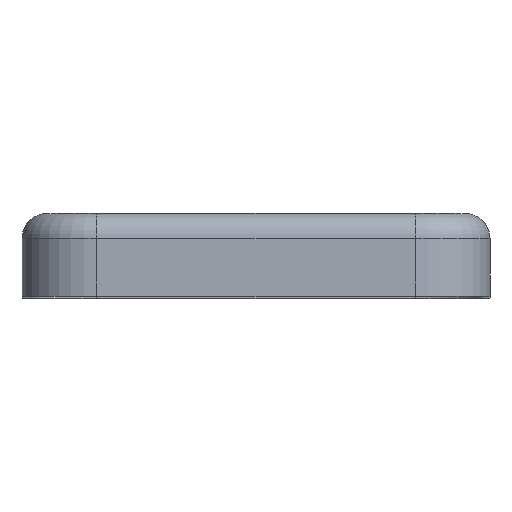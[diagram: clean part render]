
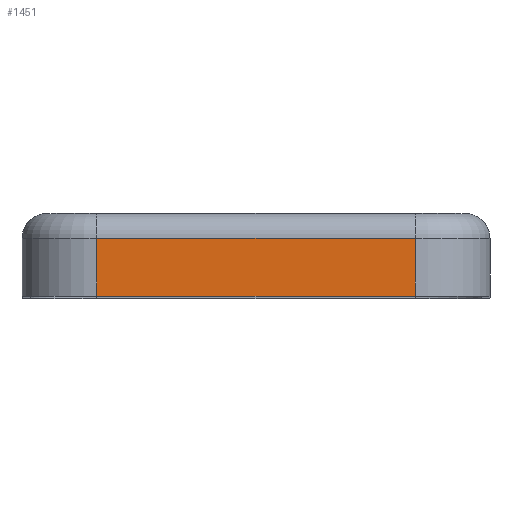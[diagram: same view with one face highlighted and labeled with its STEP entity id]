
A CAD part, top view. The second image highlights one B-rep face of the part: STEP entity #1451.
In plain terms, the highlighted planar face has unit normal (0, 0, 1).
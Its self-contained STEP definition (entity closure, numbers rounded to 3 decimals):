
#16 = PLANE ( 'NONE',  #811 ) ;
#61 = LINE ( 'NONE', #1896, #1985 ) ;
#232 = DIRECTION ( 'NONE',  ( 1., 0., 0. ) ) ;
#260 = VERTEX_POINT ( 'NONE', #1320 ) ;
#297 = VERTEX_POINT ( 'NONE', #1057 ) ;
#331 = ORIENTED_EDGE ( 'NONE', *, *, #1416, .T. ) ;
#481 = CARTESIAN_POINT ( 'NONE',  ( 3.85, -2., 16. ) ) ;
#662 = LINE ( 'NONE', #1085, #2315 ) ;
#667 = ORIENTED_EDGE ( 'NONE', *, *, #2753, .F. ) ;
#694 = VECTOR ( 'NONE', #2062, 1000. ) ;
#781 = CARTESIAN_POINT ( 'NONE',  ( -3.85, -2., 16. ) ) ;
#797 = EDGE_CURVE ( 'NONE', #297, #2410, #1749, .T. ) ;
#811 = AXIS2_PLACEMENT_3D ( 'NONE', #1555, #1106, #232 ) ;
#878 = DIRECTION ( 'NONE',  ( 0., -1., 0. ) ) ;
#947 = EDGE_LOOP ( 'NONE', ( #1273, #2364, #667, #331 ) ) ;
#1057 = CARTESIAN_POINT ( 'NONE',  ( 3.85, -0.6, 16. ) ) ;
#1085 = CARTESIAN_POINT ( 'NONE',  ( -3.85, 0., 16. ) ) ;
#1106 = DIRECTION ( 'NONE',  ( 0., 0., 1. ) ) ;
#1216 = VERTEX_POINT ( 'NONE', #781 ) ;
#1235 = FACE_OUTER_BOUND ( 'NONE', #947, .T. ) ;
#1273 = ORIENTED_EDGE ( 'NONE', *, *, #1488, .T. ) ;
#1320 = CARTESIAN_POINT ( 'NONE',  ( -3.85, -0.6, 16. ) ) ;
#1416 = EDGE_CURVE ( 'NONE', #260, #1216, #662, .T. ) ;
#1451 = ADVANCED_FACE ( 'NONE', ( #1235 ), #16, .T. ) ;
#1488 = EDGE_CURVE ( 'NONE', #1216, #2410, #1838, .T. ) ;
#1518 = CARTESIAN_POINT ( 'NONE',  ( 3.85, 0., 16. ) ) ;
#1555 = CARTESIAN_POINT ( 'NONE',  ( -3.85, 0., 16. ) ) ;
#1749 = LINE ( 'NONE', #1518, #2587 ) ;
#1822 = CARTESIAN_POINT ( 'NONE',  ( -3.85, -2., 16. ) ) ;
#1838 = LINE ( 'NONE', #1822, #694 ) ;
#1896 = CARTESIAN_POINT ( 'NONE',  ( -3.85, -0.6, 16. ) ) ;
#1985 = VECTOR ( 'NONE', #2118, 1000. ) ;
#2062 = DIRECTION ( 'NONE',  ( 1., 0., 0. ) ) ;
#2118 = DIRECTION ( 'NONE',  ( 1., 0., 0. ) ) ;
#2315 = VECTOR ( 'NONE', #878, 1000. ) ;
#2364 = ORIENTED_EDGE ( 'NONE', *, *, #797, .F. ) ;
#2410 = VERTEX_POINT ( 'NONE', #481 ) ;
#2579 = DIRECTION ( 'NONE',  ( 0., -1., 0. ) ) ;
#2587 = VECTOR ( 'NONE', #2579, 1000. ) ;
#2753 = EDGE_CURVE ( 'NONE', #260, #297, #61, .T. ) ;
